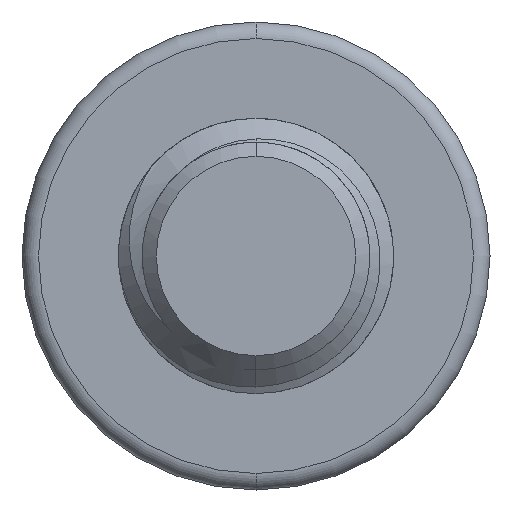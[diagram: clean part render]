
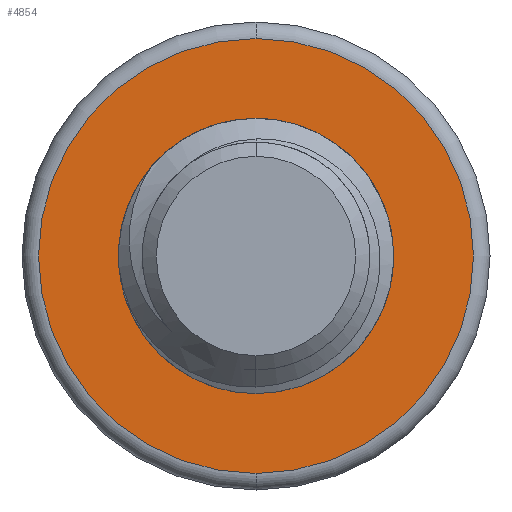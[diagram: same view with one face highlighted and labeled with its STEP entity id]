
A CAD part, front view. The second image highlights one B-rep face of the part: STEP entity #4854.
In plain terms, the highlighted planar face has unit normal (0, -1, 0).
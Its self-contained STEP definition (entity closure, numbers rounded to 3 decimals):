
#332 = VERTEX_POINT ( 'NONE', #507 ) ;
#382 = AXIS2_PLACEMENT_3D ( 'NONE', #5405, #6059, #4925 ) ;
#394 = DIRECTION ( 'NONE',  ( 0., 0., 1. ) ) ;
#432 = FACE_OUTER_BOUND ( 'NONE', #5487, .T. ) ;
#507 = CARTESIAN_POINT ( 'NONE',  ( 0., 120., -2.5 ) ) ;
#572 = EDGE_CURVE ( 'NONE', #4243, #2126, #6452, .T. ) ;
#592 = CARTESIAN_POINT ( 'NONE',  ( 0., 120., 2.5 ) ) ;
#715 = DIRECTION ( 'NONE',  ( 0., 0., 1. ) ) ;
#781 = CARTESIAN_POINT ( 'NONE',  ( 0., 120., 0. ) ) ;
#1079 = EDGE_CURVE ( 'NONE', #2126, #4243, #3180, .T. ) ;
#1352 = DIRECTION ( 'NONE',  ( 0., 1., 0. ) ) ;
#1541 = CARTESIAN_POINT ( 'NONE',  ( 0., 120., 3.95 ) ) ;
#2079 = AXIS2_PLACEMENT_3D ( 'NONE', #6603, #3934, #2844 ) ;
#2126 = VERTEX_POINT ( 'NONE', #4919 ) ;
#2844 = DIRECTION ( 'NONE',  ( 0., 0., 1. ) ) ;
#3030 = DIRECTION ( 'NONE',  ( 0., -1., 0. ) ) ;
#3177 = CIRCLE ( 'NONE', #6807, 2.5 ) ;
#3180 = CIRCLE ( 'NONE', #4116, 3.95 ) ;
#3201 = DIRECTION ( 'NONE',  ( 0., -1., 0. ) ) ;
#3411 = VERTEX_POINT ( 'NONE', #592 ) ;
#3584 = DIRECTION ( 'NONE',  ( 0., 0., 1. ) ) ;
#3817 = CIRCLE ( 'NONE', #2079, 2.5 ) ;
#3873 = AXIS2_PLACEMENT_3D ( 'NONE', #5912, #3201, #394 ) ;
#3915 = ORIENTED_EDGE ( 'NONE', *, *, #1079, .T. ) ;
#3934 = DIRECTION ( 'NONE',  ( 0., 1., 0. ) ) ;
#4116 = AXIS2_PLACEMENT_3D ( 'NONE', #781, #3030, #715 ) ;
#4243 = VERTEX_POINT ( 'NONE', #1541 ) ;
#4269 = ORIENTED_EDGE ( 'NONE', *, *, #572, .T. ) ;
#4854 = ADVANCED_FACE ( 'NONE', ( #432, #6529 ), #5547, .F. ) ;
#4919 = CARTESIAN_POINT ( 'NONE',  ( 0., 120., -3.95 ) ) ;
#4925 = DIRECTION ( 'NONE',  ( 0., 0., 1. ) ) ;
#4983 = ORIENTED_EDGE ( 'NONE', *, *, #5481, .T. ) ;
#5405 = CARTESIAN_POINT ( 'NONE',  ( 0., 120., 0. ) ) ;
#5481 = EDGE_CURVE ( 'NONE', #332, #3411, #3177, .T. ) ;
#5487 = EDGE_LOOP ( 'NONE', ( #4269, #3915 ) ) ;
#5547 = PLANE ( 'NONE',  #382 ) ;
#5912 = CARTESIAN_POINT ( 'NONE',  ( 0., 120., 0. ) ) ;
#5929 = EDGE_LOOP ( 'NONE', ( #4983, #6812 ) ) ;
#6059 = DIRECTION ( 'NONE',  ( 0., 1., 0. ) ) ;
#6369 = CARTESIAN_POINT ( 'NONE',  ( 0., 120., 0. ) ) ;
#6452 = CIRCLE ( 'NONE', #3873, 3.95 ) ;
#6529 = FACE_BOUND ( 'NONE', #5929, .T. ) ;
#6603 = CARTESIAN_POINT ( 'NONE',  ( 0., 120., 0. ) ) ;
#6674 = EDGE_CURVE ( 'NONE', #3411, #332, #3817, .T. ) ;
#6807 = AXIS2_PLACEMENT_3D ( 'NONE', #6369, #1352, #3584 ) ;
#6812 = ORIENTED_EDGE ( 'NONE', *, *, #6674, .T. ) ;
